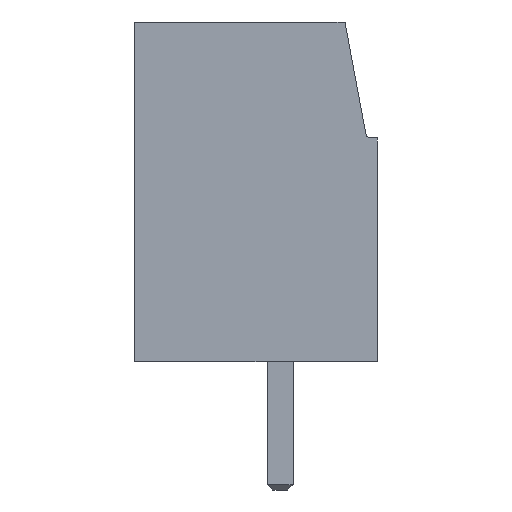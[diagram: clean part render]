
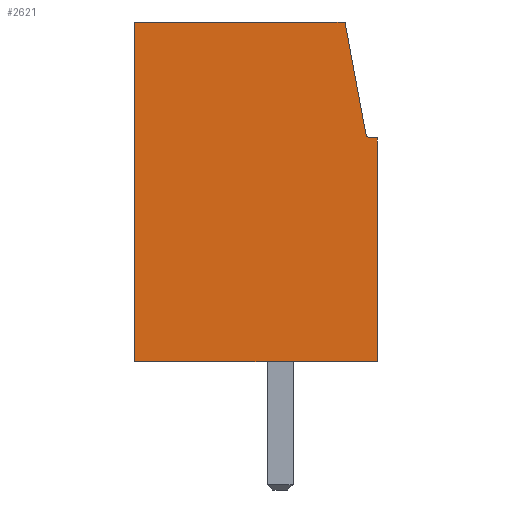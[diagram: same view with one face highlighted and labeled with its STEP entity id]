
A CAD part, left-side view. The second image highlights one B-rep face of the part: STEP entity #2621.
In plain terms, the highlighted planar face has unit normal (-1, 0, 0).
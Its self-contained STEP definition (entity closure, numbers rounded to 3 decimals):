
#490 = PLANE('',#491);
#491 = AXIS2_PLACEMENT_3D('',#492,#493,#494);
#492 = CARTESIAN_POINT('',(-5.,-3.6,0.));
#493 = DIRECTION('',(0.,-1.,0.));
#494 = DIRECTION('',(0.,0.,1.));
#1453 = EDGE_CURVE('',#1454,#1456,#1458,.T.);
#1454 = VERTEX_POINT('',#1455);
#1455 = CARTESIAN_POINT('',(-5.,-3.6,0.));
#1456 = VERTEX_POINT('',#1457);
#1457 = CARTESIAN_POINT('',(-5.,-3.6,8.3));
#1458 = SURFACE_CURVE('',#1459,(#1463,#1470),.PCURVE_S1.);
#1459 = LINE('',#1460,#1461);
#1460 = CARTESIAN_POINT('',(-5.,-3.6,0.));
#1461 = VECTOR('',#1462,1.);
#1462 = DIRECTION('',(0.,0.,1.));
#1463 = PCURVE('',#490,#1464);
#1464 = DEFINITIONAL_REPRESENTATION('',(#1465),#1469);
#1465 = LINE('',#1466,#1467);
#1466 = CARTESIAN_POINT('',(0.,0.));
#1467 = VECTOR('',#1468,1.);
#1468 = DIRECTION('',(1.,0.));
#1469 = ( GEOMETRIC_REPRESENTATION_CONTEXT(2) 
PARAMETRIC_REPRESENTATION_CONTEXT() REPRESENTATION_CONTEXT('2D SPACE',''
  ) );
#1470 = PCURVE('',#1471,#1476);
#1471 = PLANE('',#1472);
#1472 = AXIS2_PLACEMENT_3D('',#1473,#1474,#1475);
#1473 = CARTESIAN_POINT('',(-5.,1.044,6.148));
#1474 = DIRECTION('',(-1.,0.,0.));
#1475 = DIRECTION('',(0.,0.,-1.));
#1476 = DEFINITIONAL_REPRESENTATION('',(#1477),#1481);
#1477 = LINE('',#1478,#1479);
#1478 = CARTESIAN_POINT('',(6.148,4.644));
#1479 = VECTOR('',#1480,1.);
#1480 = DIRECTION('',(-1.,0.));
#1481 = ( GEOMETRIC_REPRESENTATION_CONTEXT(2) 
PARAMETRIC_REPRESENTATION_CONTEXT() REPRESENTATION_CONTEXT('2D SPACE',''
  ) );
#1499 = PLANE('',#1500);
#1500 = AXIS2_PLACEMENT_3D('',#1501,#1502,#1503);
#1501 = CARTESIAN_POINT('',(-5.,5.4,0.));
#1502 = DIRECTION('',(0.,0.,-1.));
#1503 = DIRECTION('',(0.,-1.,0.));
#2129 = PLANE('',#2130);
#2130 = AXIS2_PLACEMENT_3D('',#2131,#2132,#2133);
#2131 = CARTESIAN_POINT('',(-5.,-3.6,8.3));
#2132 = DIRECTION('',(0.,0.,1.));
#2133 = DIRECTION('',(0.,1.,0.));
#2237 = PLANE('',#2238);
#2238 = AXIS2_PLACEMENT_3D('',#2239,#2240,#2241);
#2239 = CARTESIAN_POINT('',(-5.,-2.4,12.6));
#2240 = DIRECTION('',(0.,0.,1.));
#2241 = DIRECTION('',(0.,1.,0.));
#2621 = ADVANCED_FACE('',(#2622),#1471,.T.);
#2622 = FACE_BOUND('',#2623,.T.);
#2623 = EDGE_LOOP('',(#2624,#2647,#2680,#2708,#2731,#2759,#2780));
#2624 = ORIENTED_EDGE('',*,*,#2625,.T.);
#2625 = EDGE_CURVE('',#1456,#2626,#2628,.T.);
#2626 = VERTEX_POINT('',#2627);
#2627 = CARTESIAN_POINT('',(-5.,-3.366,8.3));
#2628 = SURFACE_CURVE('',#2629,(#2633,#2640),.PCURVE_S1.);
#2629 = LINE('',#2630,#2631);
#2630 = CARTESIAN_POINT('',(-5.,-3.6,8.3));
#2631 = VECTOR('',#2632,1.);
#2632 = DIRECTION('',(0.,1.,0.));
#2633 = PCURVE('',#1471,#2634);
#2634 = DEFINITIONAL_REPRESENTATION('',(#2635),#2639);
#2635 = LINE('',#2636,#2637);
#2636 = CARTESIAN_POINT('',(-2.152,4.644));
#2637 = VECTOR('',#2638,1.);
#2638 = DIRECTION('',(0.,-1.));
#2639 = ( GEOMETRIC_REPRESENTATION_CONTEXT(2) 
PARAMETRIC_REPRESENTATION_CONTEXT() REPRESENTATION_CONTEXT('2D SPACE',''
  ) );
#2640 = PCURVE('',#2129,#2641);
#2641 = DEFINITIONAL_REPRESENTATION('',(#2642),#2646);
#2642 = LINE('',#2643,#2644);
#2643 = CARTESIAN_POINT('',(0.,0.));
#2644 = VECTOR('',#2645,1.);
#2645 = DIRECTION('',(1.,0.));
#2646 = ( GEOMETRIC_REPRESENTATION_CONTEXT(2) 
PARAMETRIC_REPRESENTATION_CONTEXT() REPRESENTATION_CONTEXT('2D SPACE',''
  ) );
#2647 = ORIENTED_EDGE('',*,*,#2648,.T.);
#2648 = EDGE_CURVE('',#2626,#2649,#2651,.T.);
#2649 = VERTEX_POINT('',#2650);
#2650 = CARTESIAN_POINT('',(-5.,-3.17,8.463));
#2651 = SURFACE_CURVE('',#2652,(#2657,#2668),.PCURVE_S1.);
#2652 = CIRCLE('',#2653,0.2);
#2653 = AXIS2_PLACEMENT_3D('',#2654,#2655,#2656);
#2654 = CARTESIAN_POINT('',(-5.,-3.366,8.5));
#2655 = DIRECTION('',(1.,0.,0.));
#2656 = DIRECTION('',(0.,-1.,0.));
#2657 = PCURVE('',#1471,#2658);
#2658 = DEFINITIONAL_REPRESENTATION('',(#2659),#2667);
#2659 = ( BOUNDED_CURVE() B_SPLINE_CURVE(2,(#2660,#2661,#2662,#2663,
#2664,#2665,#2666),.UNSPECIFIED.,.T.,.F.) B_SPLINE_CURVE_WITH_KNOTS((1,2
    ,2,2,2,1),(-2.094,0.,2.094,4.189,
6.283,8.378),.UNSPECIFIED.) CURVE() 
GEOMETRIC_REPRESENTATION_ITEM() RATIONAL_B_SPLINE_CURVE((1.,0.5,1.,0.5,
1.,0.5,1.)) REPRESENTATION_ITEM('') );
#2660 = CARTESIAN_POINT('',(-2.352,4.61));
#2661 = CARTESIAN_POINT('',(-2.006,4.61));
#2662 = CARTESIAN_POINT('',(-2.179,4.31));
#2663 = CARTESIAN_POINT('',(-2.352,4.01));
#2664 = CARTESIAN_POINT('',(-2.525,4.31));
#2665 = CARTESIAN_POINT('',(-2.698,4.61));
#2666 = CARTESIAN_POINT('',(-2.352,4.61));
#2667 = ( GEOMETRIC_REPRESENTATION_CONTEXT(2) 
PARAMETRIC_REPRESENTATION_CONTEXT() REPRESENTATION_CONTEXT('2D SPACE',''
  ) );
#2668 = PCURVE('',#2669,#2674);
#2669 = CYLINDRICAL_SURFACE('',#2670,0.2);
#2670 = AXIS2_PLACEMENT_3D('',#2671,#2672,#2673);
#2671 = CARTESIAN_POINT('',(-5.,-3.366,8.5));
#2672 = DIRECTION('',(1.,0.,0.));
#2673 = DIRECTION('',(0.,0.,-1.));
#2674 = DEFINITIONAL_REPRESENTATION('',(#2675),#2679);
#2675 = LINE('',#2676,#2677);
#2676 = CARTESIAN_POINT('',(-1.571,0.));
#2677 = VECTOR('',#2678,1.);
#2678 = DIRECTION('',(1.,0.));
#2679 = ( GEOMETRIC_REPRESENTATION_CONTEXT(2) 
PARAMETRIC_REPRESENTATION_CONTEXT() REPRESENTATION_CONTEXT('2D SPACE',''
  ) );
#2680 = ORIENTED_EDGE('',*,*,#2681,.T.);
#2681 = EDGE_CURVE('',#2649,#2682,#2684,.T.);
#2682 = VERTEX_POINT('',#2683);
#2683 = CARTESIAN_POINT('',(-5.,-2.4,12.6));
#2684 = SURFACE_CURVE('',#2685,(#2689,#2696),.PCURVE_S1.);
#2685 = LINE('',#2686,#2687);
#2686 = CARTESIAN_POINT('',(-5.,-3.2,8.3));
#2687 = VECTOR('',#2688,1.);
#2688 = DIRECTION('',(0.,0.183,0.983));
#2689 = PCURVE('',#1471,#2690);
#2690 = DEFINITIONAL_REPRESENTATION('',(#2691),#2695);
#2691 = LINE('',#2692,#2693);
#2692 = CARTESIAN_POINT('',(-2.152,4.244));
#2693 = VECTOR('',#2694,1.);
#2694 = DIRECTION('',(-0.983,-0.183));
#2695 = ( GEOMETRIC_REPRESENTATION_CONTEXT(2) 
PARAMETRIC_REPRESENTATION_CONTEXT() REPRESENTATION_CONTEXT('2D SPACE',''
  ) );
#2696 = PCURVE('',#2697,#2702);
#2697 = PLANE('',#2698);
#2698 = AXIS2_PLACEMENT_3D('',#2699,#2700,#2701);
#2699 = CARTESIAN_POINT('',(-5.,-3.2,8.3));
#2700 = DIRECTION('',(0.,-0.983,0.183));
#2701 = DIRECTION('',(0.,0.183,0.983));
#2702 = DEFINITIONAL_REPRESENTATION('',(#2703),#2707);
#2703 = LINE('',#2704,#2705);
#2704 = CARTESIAN_POINT('',(0.,0.));
#2705 = VECTOR('',#2706,1.);
#2706 = DIRECTION('',(1.,0.));
#2707 = ( GEOMETRIC_REPRESENTATION_CONTEXT(2) 
PARAMETRIC_REPRESENTATION_CONTEXT() REPRESENTATION_CONTEXT('2D SPACE',''
  ) );
#2708 = ORIENTED_EDGE('',*,*,#2709,.T.);
#2709 = EDGE_CURVE('',#2682,#2710,#2712,.T.);
#2710 = VERTEX_POINT('',#2711);
#2711 = CARTESIAN_POINT('',(-5.,5.4,12.6));
#2712 = SURFACE_CURVE('',#2713,(#2717,#2724),.PCURVE_S1.);
#2713 = LINE('',#2714,#2715);
#2714 = CARTESIAN_POINT('',(-5.,-2.4,12.6));
#2715 = VECTOR('',#2716,1.);
#2716 = DIRECTION('',(0.,1.,0.));
#2717 = PCURVE('',#1471,#2718);
#2718 = DEFINITIONAL_REPRESENTATION('',(#2719),#2723);
#2719 = LINE('',#2720,#2721);
#2720 = CARTESIAN_POINT('',(-6.452,3.444));
#2721 = VECTOR('',#2722,1.);
#2722 = DIRECTION('',(0.,-1.));
#2723 = ( GEOMETRIC_REPRESENTATION_CONTEXT(2) 
PARAMETRIC_REPRESENTATION_CONTEXT() REPRESENTATION_CONTEXT('2D SPACE',''
  ) );
#2724 = PCURVE('',#2237,#2725);
#2725 = DEFINITIONAL_REPRESENTATION('',(#2726),#2730);
#2726 = LINE('',#2727,#2728);
#2727 = CARTESIAN_POINT('',(0.,0.));
#2728 = VECTOR('',#2729,1.);
#2729 = DIRECTION('',(1.,0.));
#2730 = ( GEOMETRIC_REPRESENTATION_CONTEXT(2) 
PARAMETRIC_REPRESENTATION_CONTEXT() REPRESENTATION_CONTEXT('2D SPACE',''
  ) );
#2731 = ORIENTED_EDGE('',*,*,#2732,.T.);
#2732 = EDGE_CURVE('',#2710,#2733,#2735,.T.);
#2733 = VERTEX_POINT('',#2734);
#2734 = CARTESIAN_POINT('',(-5.,5.4,0.));
#2735 = SURFACE_CURVE('',#2736,(#2740,#2747),.PCURVE_S1.);
#2736 = LINE('',#2737,#2738);
#2737 = CARTESIAN_POINT('',(-5.,5.4,12.6));
#2738 = VECTOR('',#2739,1.);
#2739 = DIRECTION('',(0.,0.,-1.));
#2740 = PCURVE('',#1471,#2741);
#2741 = DEFINITIONAL_REPRESENTATION('',(#2742),#2746);
#2742 = LINE('',#2743,#2744);
#2743 = CARTESIAN_POINT('',(-6.452,-4.356));
#2744 = VECTOR('',#2745,1.);
#2745 = DIRECTION('',(1.,0.));
#2746 = ( GEOMETRIC_REPRESENTATION_CONTEXT(2) 
PARAMETRIC_REPRESENTATION_CONTEXT() REPRESENTATION_CONTEXT('2D SPACE',''
  ) );
#2747 = PCURVE('',#2748,#2753);
#2748 = PLANE('',#2749);
#2749 = AXIS2_PLACEMENT_3D('',#2750,#2751,#2752);
#2750 = CARTESIAN_POINT('',(-5.,5.4,12.6));
#2751 = DIRECTION('',(0.,1.,0.));
#2752 = DIRECTION('',(0.,0.,-1.));
#2753 = DEFINITIONAL_REPRESENTATION('',(#2754),#2758);
#2754 = LINE('',#2755,#2756);
#2755 = CARTESIAN_POINT('',(0.,0.));
#2756 = VECTOR('',#2757,1.);
#2757 = DIRECTION('',(1.,0.));
#2758 = ( GEOMETRIC_REPRESENTATION_CONTEXT(2) 
PARAMETRIC_REPRESENTATION_CONTEXT() REPRESENTATION_CONTEXT('2D SPACE',''
  ) );
#2759 = ORIENTED_EDGE('',*,*,#2760,.T.);
#2760 = EDGE_CURVE('',#2733,#1454,#2761,.T.);
#2761 = SURFACE_CURVE('',#2762,(#2766,#2773),.PCURVE_S1.);
#2762 = LINE('',#2763,#2764);
#2763 = CARTESIAN_POINT('',(-5.,5.4,0.));
#2764 = VECTOR('',#2765,1.);
#2765 = DIRECTION('',(0.,-1.,0.));
#2766 = PCURVE('',#1471,#2767);
#2767 = DEFINITIONAL_REPRESENTATION('',(#2768),#2772);
#2768 = LINE('',#2769,#2770);
#2769 = CARTESIAN_POINT('',(6.148,-4.356));
#2770 = VECTOR('',#2771,1.);
#2771 = DIRECTION('',(0.,1.));
#2772 = ( GEOMETRIC_REPRESENTATION_CONTEXT(2) 
PARAMETRIC_REPRESENTATION_CONTEXT() REPRESENTATION_CONTEXT('2D SPACE',''
  ) );
#2773 = PCURVE('',#1499,#2774);
#2774 = DEFINITIONAL_REPRESENTATION('',(#2775),#2779);
#2775 = LINE('',#2776,#2777);
#2776 = CARTESIAN_POINT('',(0.,0.));
#2777 = VECTOR('',#2778,1.);
#2778 = DIRECTION('',(1.,0.));
#2779 = ( GEOMETRIC_REPRESENTATION_CONTEXT(2) 
PARAMETRIC_REPRESENTATION_CONTEXT() REPRESENTATION_CONTEXT('2D SPACE',''
  ) );
#2780 = ORIENTED_EDGE('',*,*,#1453,.T.);
